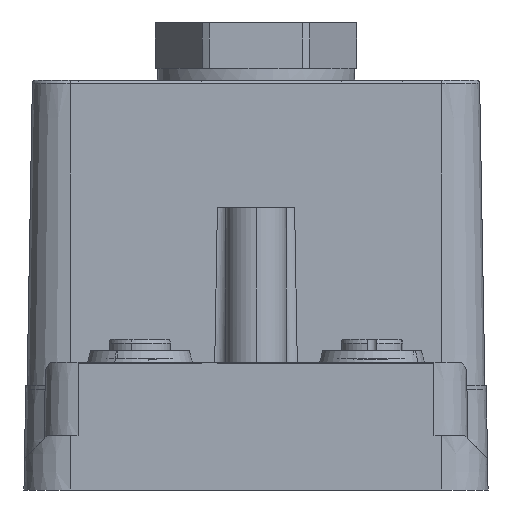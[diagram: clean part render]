
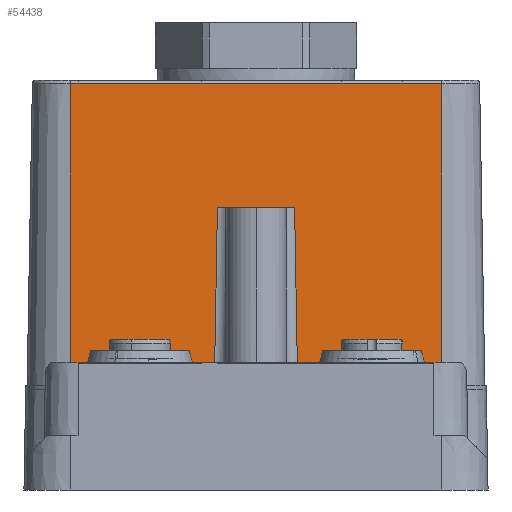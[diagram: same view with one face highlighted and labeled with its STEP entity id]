
A CAD part, front view. The second image highlights one B-rep face of the part: STEP entity #54438.
In plain terms, the highlighted planar face has unit normal (0, -1, 0.018).
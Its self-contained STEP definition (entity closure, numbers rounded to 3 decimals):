
#54383=AXIS2_PLACEMENT_3D('Plane Axis2P3D',#54380,#54381,#54382) ;
#53614=CARTESIAN_POINT('Vertex',(54.,105.6,13.)) ;
#53617=CARTESIAN_POINT('Line Origine',(44.7,105.6,13.)) ;
#53621=CARTESIAN_POINT('Vertex',(35.4,105.6,13.)) ;
#53687=CARTESIAN_POINT('Vertex',(24.6,105.6,13.)) ;
#53690=CARTESIAN_POINT('Line Origine',(15.3,105.6,13.)) ;
#53694=CARTESIAN_POINT('Vertex',(6.,105.6,13.)) ;
#54365=CARTESIAN_POINT('Vertex',(54.,106.29,52.509)) ;
#54368=CARTESIAN_POINT('Line Origine',(54.,105.949,33.)) ;
#54380=CARTESIAN_POINT('Axis2P3D Location',(59.6,105.6,13.)) ;
#54385=CARTESIAN_POINT('Line Origine',(30.,106.29,52.509)) ;
#54389=CARTESIAN_POINT('Vertex',(6.,106.29,52.509)) ;
#54392=CARTESIAN_POINT('Line Origine',(6.,105.949,33.)) ;
#54398=CARTESIAN_POINT('Control Point',(25.01,106.01,36.5)) ;
#54399=CARTESIAN_POINT('Control Point',(24.6,105.6,13.)) ;
#54400=CARTESIAN_POINT('Vertex',(25.01,106.01,36.5)) ;
#54404=CARTESIAN_POINT('Control Point',(26.51,106.01,36.5)) ;
#54405=CARTESIAN_POINT('Control Point',(25.01,106.01,36.5)) ;
#54406=CARTESIAN_POINT('Vertex',(26.51,106.01,36.5)) ;
#54409=CARTESIAN_POINT('Line Origine',(30.,106.01,36.5)) ;
#54413=CARTESIAN_POINT('Vertex',(33.49,106.01,36.5)) ;
#54417=CARTESIAN_POINT('Control Point',(34.99,106.01,36.5)) ;
#54418=CARTESIAN_POINT('Control Point',(33.49,106.01,36.5)) ;
#54419=CARTESIAN_POINT('Vertex',(34.99,106.01,36.5)) ;
#54423=CARTESIAN_POINT('Control Point',(34.99,106.01,36.5)) ;
#54424=CARTESIAN_POINT('Control Point',(35.4,105.6,13.)) ;
#53618=DIRECTION('Vector Direction',(-1.,0.,0.)) ;
#53691=DIRECTION('Vector Direction',(-1.,0.,0.)) ;
#54369=DIRECTION('Vector Direction',(0.,-0.017,-1.)) ;
#54381=DIRECTION('Axis2P3D Direction',(0.,-1.,0.017)) ;
#54382=DIRECTION('Axis2P3D XDirection',(-1.,0.,0.)) ;
#54386=DIRECTION('Vector Direction',(-1.,0.,0.)) ;
#54393=DIRECTION('Vector Direction',(0.,-0.017,-1.)) ;
#54410=DIRECTION('Vector Direction',(-1.,0.,0.)) ;
#53619=VECTOR('Line Direction',#53618,1.) ;
#53692=VECTOR('Line Direction',#53691,1.) ;
#54370=VECTOR('Line Direction',#54369,1.) ;
#54387=VECTOR('Line Direction',#54386,1.) ;
#54394=VECTOR('Line Direction',#54393,1.) ;
#54411=VECTOR('Line Direction',#54410,1.) ;
#54427=ORIENTED_EDGE('',*,*,#53623,.F.) ;
#54428=ORIENTED_EDGE('',*,*,#54372,.T.) ;
#54429=ORIENTED_EDGE('',*,*,#54391,.F.) ;
#54430=ORIENTED_EDGE('',*,*,#54396,.F.) ;
#54431=ORIENTED_EDGE('',*,*,#53696,.F.) ;
#54432=ORIENTED_EDGE('',*,*,#54402,.F.) ;
#54433=ORIENTED_EDGE('',*,*,#54408,.T.) ;
#54434=ORIENTED_EDGE('',*,*,#54415,.T.) ;
#54435=ORIENTED_EDGE('',*,*,#54421,.T.) ;
#54436=ORIENTED_EDGE('',*,*,#54425,.T.) ;
#54438=ADVANCED_FACE('Haube hoch Metall',(#54437),#54384,.T.) ;
#54397=B_SPLINE_CURVE_WITH_KNOTS('',1,(#54398,#54399),.UNSPECIFIED.,.F.,.U.,(2,2),(-3.747,19.76),.UNSPECIFIED.) ;
#54403=B_SPLINE_CURVE_WITH_KNOTS('',1,(#54404,#54405),.UNSPECIFIED.,.F.,.U.,(2,2),(-0.75,0.75),.UNSPECIFIED.) ;
#54416=B_SPLINE_CURVE_WITH_KNOTS('',1,(#54417,#54418),.UNSPECIFIED.,.F.,.U.,(2,2),(-0.75,0.75),.UNSPECIFIED.) ;
#54422=B_SPLINE_CURVE_WITH_KNOTS('',1,(#54423,#54424),.UNSPECIFIED.,.F.,.U.,(2,2),(-3.747,19.76),.UNSPECIFIED.) ;
#53623=EDGE_CURVE('',#53615,#53622,#53620,.T.) ;
#53696=EDGE_CURVE('',#53688,#53695,#53693,.T.) ;
#54372=EDGE_CURVE('',#53615,#54366,#54371,.F.) ;
#54391=EDGE_CURVE('',#54390,#54366,#54388,.F.) ;
#54396=EDGE_CURVE('',#53695,#54390,#54395,.F.) ;
#54402=EDGE_CURVE('',#54401,#53688,#54397,.T.) ;
#54408=EDGE_CURVE('',#54401,#54407,#54403,.F.) ;
#54415=EDGE_CURVE('',#54407,#54414,#54412,.F.) ;
#54421=EDGE_CURVE('',#54414,#54420,#54416,.F.) ;
#54425=EDGE_CURVE('',#54420,#53622,#54422,.T.) ;
#54426=EDGE_LOOP('',(#54427,#54428,#54429,#54430,#54431,#54432,#54433,#54434,#54435,#54436)) ;
#54437=FACE_OUTER_BOUND('',#54426,.T.) ;
#53620=LINE('Line',#53617,#53619) ;
#53693=LINE('Line',#53690,#53692) ;
#54371=LINE('Line',#54368,#54370) ;
#54388=LINE('Line',#54385,#54387) ;
#54395=LINE('Line',#54392,#54394) ;
#54412=LINE('Line',#54409,#54411) ;
#54384=PLANE('',#54383) ;
#53615=VERTEX_POINT('',#53614) ;
#53622=VERTEX_POINT('',#53621) ;
#53688=VERTEX_POINT('',#53687) ;
#53695=VERTEX_POINT('',#53694) ;
#54366=VERTEX_POINT('',#54365) ;
#54390=VERTEX_POINT('',#54389) ;
#54401=VERTEX_POINT('',#54400) ;
#54407=VERTEX_POINT('',#54406) ;
#54414=VERTEX_POINT('',#54413) ;
#54420=VERTEX_POINT('',#54419) ;
